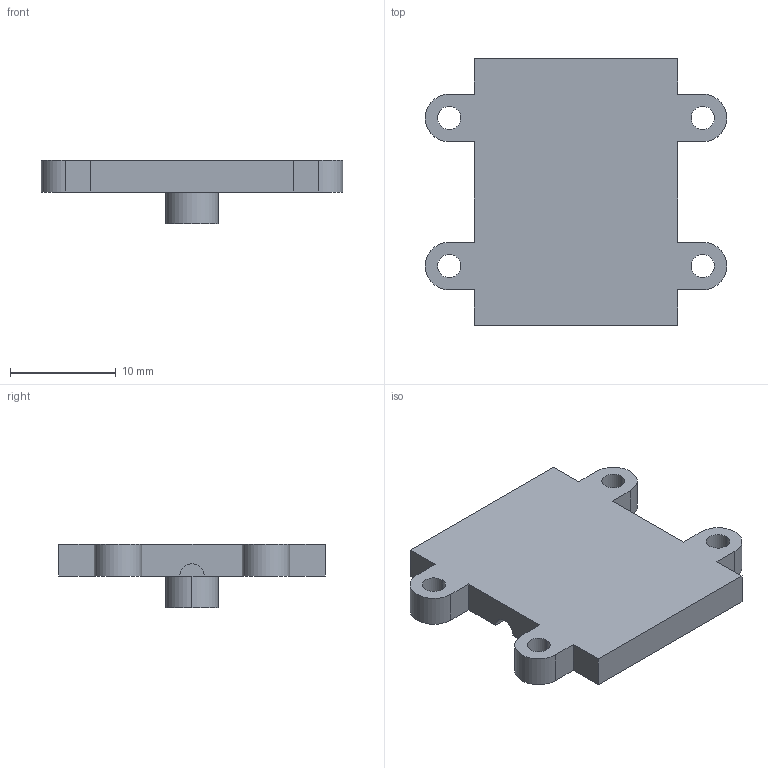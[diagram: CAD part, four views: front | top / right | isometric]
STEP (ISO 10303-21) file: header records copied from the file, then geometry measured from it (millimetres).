
FILE_DESCRIPTION (( 'STEP AP203' ), '1' );
FILE_NAME ('imu¸Ç°å.STEP', '2025-06-08T03:53:30', ( '' ), ( '' ), 'SwSTEP 2.0', 'SolidWorks 2019', '' );
FILE_SCHEMA (( 'CONFIG_CONTROL_DESIGN' ));
Length unit declared in the file: millimetre
Products named in the file (1): imu裔啣
Bounding box: 28.5 x 25.2 x 6 mm (x, y, z)
Volume: 1675.3 mm3; surface area: 1581.4 mm2
Topology: 1 solids, 1 shells, 38 faces, 105 edges, 70 vertices
Faces by surface type: plane 20, cylinder 18
Entity records: 1318 total; most frequent: DIRECTION 219, CARTESIAN_POINT 214, ORIENTED_EDGE 210, EDGE_CURVE 105, AXIS2_PLACEMENT_3D 75, VERTEX_POINT 70, VECTOR 69, LINE 69
